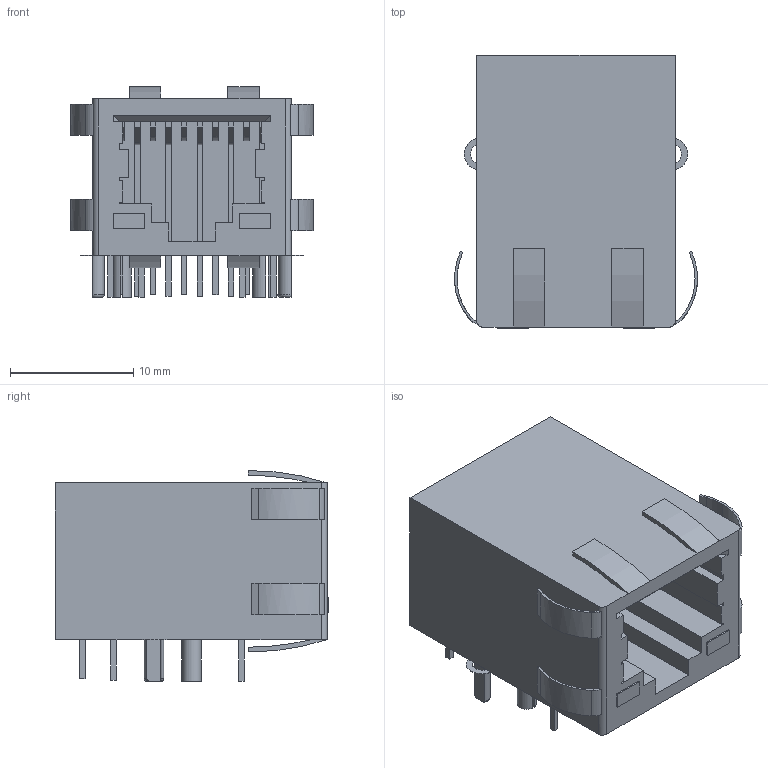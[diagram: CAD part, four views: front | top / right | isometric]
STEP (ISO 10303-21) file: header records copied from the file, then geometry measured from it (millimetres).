
FILE_DESCRIPTION(('FreeCAD Model'),'2;1');
FILE_NAME('Open CASCADE Shape Model','2023-01-26T21:02:31',('Author'),( ''),'Open CASCADE STEP processor 7.5','FreeCAD','Unknown');
FILE_SCHEMA(('AUTOMOTIVE_DESIGN { 1 0 10303 214 1 1 1 1 }'));
Length unit declared in the file: millimetre
Products named in the file (1): RJ45-Female
Bounding box: 19.75 x 22.23 x 17.14 mm (x, y, z)
Volume: 3011 mm3; surface area: 3145.1 mm2
Topology: 1 solids, 1 shells, 367 faces, 1041 edges, 691 vertices
Faces by surface type: plane 284, cylinder 76, bspline 4, torus 3
Entity records: 27706 total; most frequent: CARTESIAN_POINT 6419, DIRECTION 3641, LINE 2634, VECTOR 2634, ORIENTED_EDGE 2082, PCURVE 2082, DEFINITIONAL_REPRESENTATION 2082, EDGE_CURVE 1041
